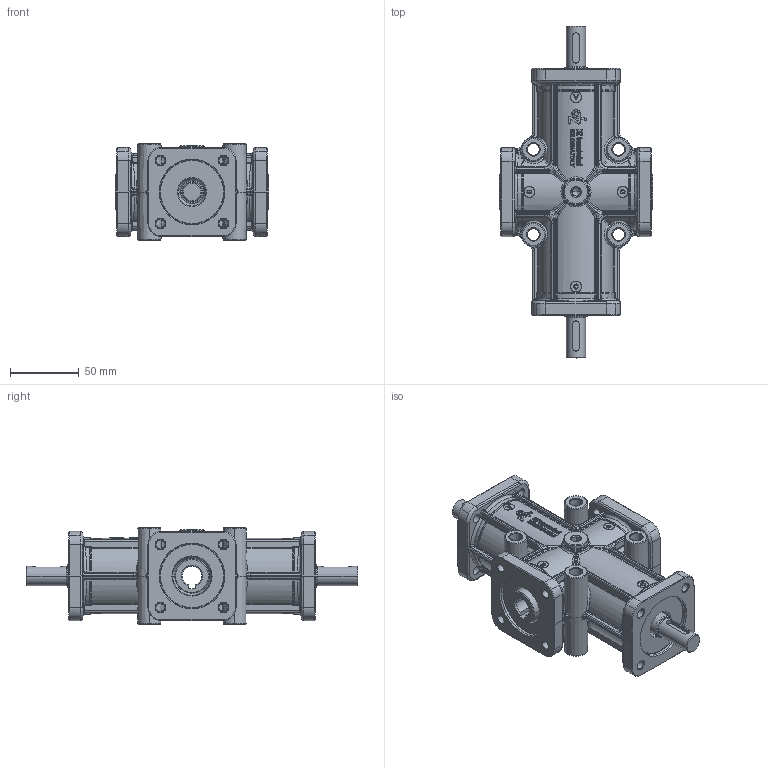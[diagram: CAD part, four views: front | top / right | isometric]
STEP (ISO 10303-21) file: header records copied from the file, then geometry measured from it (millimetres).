
FILE_DESCRIPTION(('STEP AP214'),'1');
FILE_NAME('.stp','2017-07-05T11:48:11',('TraceParts'),('TraceParts S.A.'),'Spatial InterOp 3D',' ',' ');
FILE_SCHEMA(('automotive_design'));
Length unit declared in the file: millimetre
Products named in the file (1): zp_215–4p4v–
Bounding box: 112 x 242 x 70 mm (x, y, z)
Volume: 675583.7 mm3; surface area: 100221.1 mm2
Topology: 1 solids, 1 shells, 3584 faces, 9081 edges, 5442 vertices
Faces by surface type: bspline 1457, cylinder 1343, plane 437, torus 159, cone 152, sphere 36
Entity records: 223902 total; most frequent: CARTESIAN_POINT 116885, ORIENTED_EDGE 17938, DIRECTION 14364, EDGE_CURVE 8969, AXIS2_PLACEMENT_3D 5914, VERTEX_POINT 5450, EDGE_LOOP 3689, STYLED_ITEM 3585
